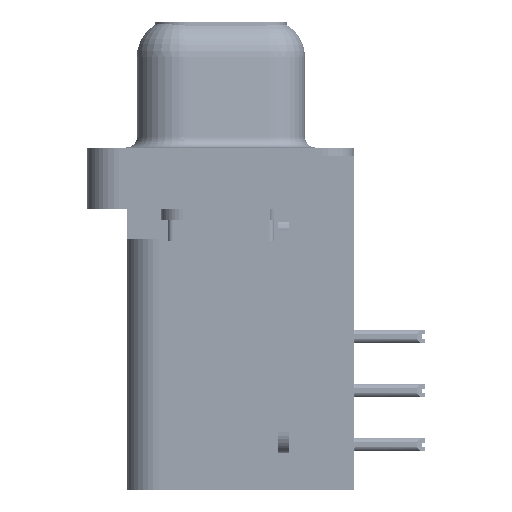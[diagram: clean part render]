
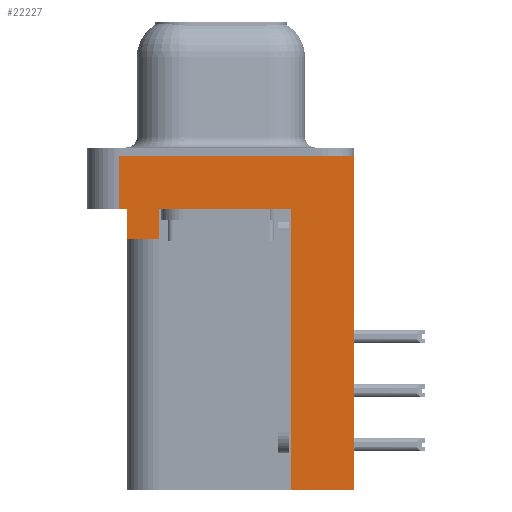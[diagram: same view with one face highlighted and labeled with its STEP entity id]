
A CAD part, left-side view. The second image highlights one B-rep face of the part: STEP entity #22227.
In plain terms, the highlighted planar face has unit normal (-1, 0, 0).
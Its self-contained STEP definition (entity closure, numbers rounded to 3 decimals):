
#467 = VERTEX_POINT ( 'NONE', #18913 ) ;
#1828 = PLANE ( 'NONE',  #6513 ) ;
#2394 = VECTOR ( 'NONE', #32877, 1000. ) ;
#2953 = EDGE_CURVE ( 'NONE', #36639, #18023, #28324, .T. ) ;
#3996 = VECTOR ( 'NONE', #23678, 1000. ) ;
#4337 = ORIENTED_EDGE ( 'NONE', *, *, #11991, .F. ) ;
#4983 = CARTESIAN_POINT ( 'NONE',  ( -3., -6.275, -2.5 ) ) ;
#5382 = EDGE_CURVE ( 'NONE', #26290, #39739, #13895, .T. ) ;
#6513 = AXIS2_PLACEMENT_3D ( 'NONE', #4983, #32639, #15422 ) ;
#6983 = CARTESIAN_POINT ( 'NONE',  ( -3., -3.295, -2.5 ) ) ;
#7010 = EDGE_CURVE ( 'NONE', #30734, #20420, #26202, .T. ) ;
#7152 = DIRECTION ( 'NONE',  ( 0., -1., 0. ) ) ;
#8302 = ORIENTED_EDGE ( 'NONE', *, *, #2953, .T. ) ;
#9329 = VECTOR ( 'NONE', #42153, 1000. ) ;
#9398 = CARTESIAN_POINT ( 'NONE',  ( -3., 2.895, -2.5 ) ) ;
#9805 = VECTOR ( 'NONE', #28305, 1000. ) ;
#10917 = CARTESIAN_POINT ( 'NONE',  ( -3., -3.295, -15.7 ) ) ;
#11229 = EDGE_CURVE ( 'NONE', #37513, #20420, #39615, .T. ) ;
#11340 = EDGE_CURVE ( 'NONE', #36639, #37513, #43475, .T. ) ;
#11544 = VERTEX_POINT ( 'NONE', #18018 ) ;
#11991 = EDGE_CURVE ( 'NONE', #42438, #26290, #39678, .T. ) ;
#12182 = ORIENTED_EDGE ( 'NONE', *, *, #7010, .T. ) ;
#12404 = CARTESIAN_POINT ( 'NONE',  ( -3., 4.425, -3.9 ) ) ;
#13895 = LINE ( 'NONE', #10917, #33161 ) ;
#14357 = ORIENTED_EDGE ( 'NONE', *, *, #5382, .F. ) ;
#15160 = CARTESIAN_POINT ( 'NONE',  ( -3., 4.425, -3.9 ) ) ;
#15422 = DIRECTION ( 'NONE',  ( 0., 0., 1. ) ) ;
#16118 = VECTOR ( 'NONE', #26254, 1000. ) ;
#16881 = CARTESIAN_POINT ( 'NONE',  ( -3., -6.275, -2.5 ) ) ;
#17863 = ORIENTED_EDGE ( 'NONE', *, *, #11340, .F. ) ;
#17979 = DIRECTION ( 'NONE',  ( 0., 0., 1. ) ) ;
#18018 = CARTESIAN_POINT ( 'NONE',  ( -3., 4.775, 0. ) ) ;
#18023 = VERTEX_POINT ( 'NONE', #9398 ) ;
#18381 = FACE_OUTER_BOUND ( 'NONE', #25333, .T. ) ;
#18913 = CARTESIAN_POINT ( 'NONE',  ( -3., -6.275, 0. ) ) ;
#18950 = VECTOR ( 'NONE', #29352, 1000. ) ;
#19677 = LINE ( 'NONE', #44534, #32308 ) ;
#20102 = ORIENTED_EDGE ( 'NONE', *, *, #23816, .F. ) ;
#20390 = CARTESIAN_POINT ( 'NONE',  ( -3., 2.895, -3.9 ) ) ;
#20420 = VERTEX_POINT ( 'NONE', #20572 ) ;
#20572 = CARTESIAN_POINT ( 'NONE',  ( -3., 4.425, -2.5 ) ) ;
#20973 = ORIENTED_EDGE ( 'NONE', *, *, #38382, .T. ) ;
#21281 = CARTESIAN_POINT ( 'NONE',  ( -3., -6.275, 0. ) ) ;
#21664 = LINE ( 'NONE', #24860, #23703 ) ;
#22227 = ADVANCED_FACE ( 'NONE', ( #18381 ), #1828, .T. ) ;
#22786 = EDGE_CURVE ( 'NONE', #30734, #11544, #19677, .T. ) ;
#23663 = ORIENTED_EDGE ( 'NONE', *, *, #11229, .F. ) ;
#23678 = DIRECTION ( 'NONE',  ( 0., 0., 1. ) ) ;
#23703 = VECTOR ( 'NONE', #7152, 1000. ) ;
#23816 = EDGE_CURVE ( 'NONE', #11544, #467, #44658, .T. ) ;
#24860 = CARTESIAN_POINT ( 'NONE',  ( -3., -6.275, -2.5 ) ) ;
#25333 = EDGE_LOOP ( 'NONE', ( #20102, #28279, #12182, #23663, #17863, #8302, #20973, #14357, #4337, #30919 ) ) ;
#25746 = CARTESIAN_POINT ( 'NONE',  ( -3., -6.275, -2.5 ) ) ;
#26202 = LINE ( 'NONE', #25746, #18950 ) ;
#26254 = DIRECTION ( 'NONE',  ( 0., 1., 0. ) ) ;
#26290 = VERTEX_POINT ( 'NONE', #33312 ) ;
#28279 = ORIENTED_EDGE ( 'NONE', *, *, #22786, .F. ) ;
#28305 = DIRECTION ( 'NONE',  ( 0., -1., 0. ) ) ;
#28324 = LINE ( 'NONE', #38070, #9329 ) ;
#29352 = DIRECTION ( 'NONE',  ( 0., -1., 0. ) ) ;
#29846 = VECTOR ( 'NONE', #39836, 1000. ) ;
#30734 = VERTEX_POINT ( 'NONE', #37218 ) ;
#30919 = ORIENTED_EDGE ( 'NONE', *, *, #35865, .T. ) ;
#32126 = CARTESIAN_POINT ( 'NONE',  ( -3., -6.275, -15.7 ) ) ;
#32308 = VECTOR ( 'NONE', #33482, 1000. ) ;
#32639 = DIRECTION ( 'NONE',  ( -1., 0., 0. ) ) ;
#32877 = DIRECTION ( 'NONE',  ( 0., 1., 0. ) ) ;
#33161 = VECTOR ( 'NONE', #17979, 1000. ) ;
#33312 = CARTESIAN_POINT ( 'NONE',  ( -3., -3.295, -15.7 ) ) ;
#33482 = DIRECTION ( 'NONE',  ( 0., 0., 1. ) ) ;
#35865 = EDGE_CURVE ( 'NONE', #42438, #467, #41332, .T. ) ;
#36048 = CARTESIAN_POINT ( 'NONE',  ( -3., -3.295, -15.7 ) ) ;
#36639 = VERTEX_POINT ( 'NONE', #20390 ) ;
#37218 = CARTESIAN_POINT ( 'NONE',  ( -3., 4.775, -2.5 ) ) ;
#37513 = VERTEX_POINT ( 'NONE', #38101 ) ;
#38070 = CARTESIAN_POINT ( 'NONE',  ( -3., 2.895, -3.9 ) ) ;
#38101 = CARTESIAN_POINT ( 'NONE',  ( -3., 4.425, -3.9 ) ) ;
#38382 = EDGE_CURVE ( 'NONE', #18023, #39739, #21664, .T. ) ;
#39615 = LINE ( 'NONE', #15160, #29846 ) ;
#39678 = LINE ( 'NONE', #36048, #2394 ) ;
#39739 = VERTEX_POINT ( 'NONE', #6983 ) ;
#39836 = DIRECTION ( 'NONE',  ( 0., 0., 1. ) ) ;
#41332 = LINE ( 'NONE', #16881, #3996 ) ;
#42153 = DIRECTION ( 'NONE',  ( 0., 0., 1. ) ) ;
#42438 = VERTEX_POINT ( 'NONE', #32126 ) ;
#43475 = LINE ( 'NONE', #12404, #16118 ) ;
#44534 = CARTESIAN_POINT ( 'NONE',  ( -3., 4.775, -2.5 ) ) ;
#44658 = LINE ( 'NONE', #21281, #9805 ) ;
